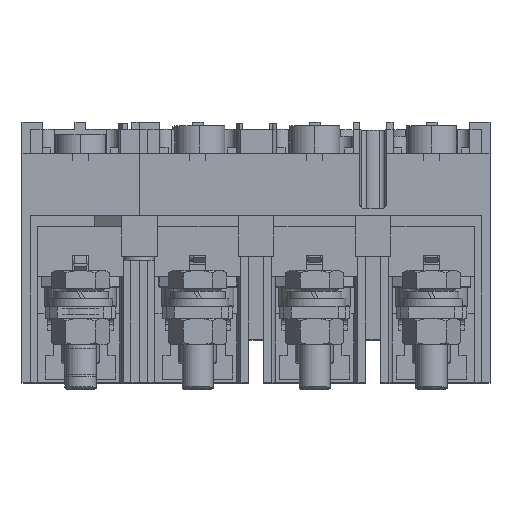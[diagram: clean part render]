
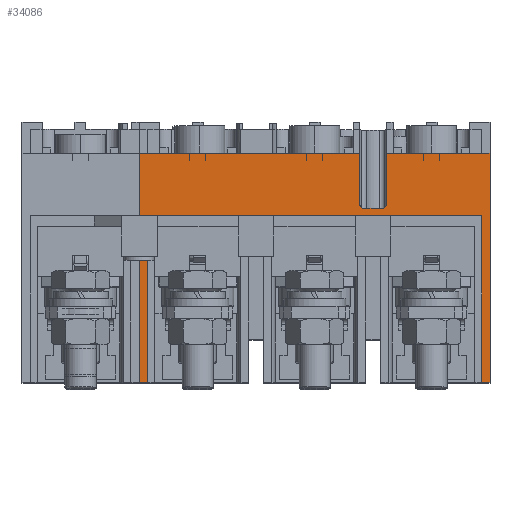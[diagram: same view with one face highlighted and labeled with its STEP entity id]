
A CAD part, top view. The second image highlights one B-rep face of the part: STEP entity #34086.
In plain terms, the highlighted planar face has unit normal (0, 0, 1).
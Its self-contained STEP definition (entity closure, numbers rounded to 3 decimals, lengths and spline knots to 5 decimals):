
#1300=DIRECTION('',(1.,0.,0.));
#1301=VECTOR('',#1300,0.0566);
#1302=CARTESIAN_POINT('',(0.,0.05881,-0.0147));
#1303=LINE('',#1302,#1301);
#4988=DIRECTION('',(0.,-1.,0.));
#4989=VECTOR('',#4988,0.0588);
#4990=CARTESIAN_POINT('',(0.09,0.05881,-0.0147));
#4991=LINE('',#4990,#4989);
#10144=DIRECTION('',(1.,0.,0.));
#10145=VECTOR('',#10144,0.0266);
#10146=CARTESIAN_POINT('',(0.0634,0.05881,-0.0147));
#10147=LINE('',#10146,#10145);
#10172=DIRECTION('',(0.,1.,0.));
#10173=VECTOR('',#10172,0.0131);
#10174=CARTESIAN_POINT('',(0.0634,0.04571,-0.0147));
#10175=LINE('',#10174,#10173);
#10180=DIRECTION('',(1.,0.,0.));
#10181=VECTOR('',#10180,0.0857);
#10182=CARTESIAN_POINT('',(0.00215,0.04281,-0.0147));
#10183=LINE('',#10182,#10181);
#10184=DIRECTION('',(0.,1.,0.));
#10185=VECTOR('',#10184,0.0428);
#10186=CARTESIAN_POINT('',(0.00215,0.00001,-0.0147));
#10187=LINE('',#10186,#10185);
#10188=DIRECTION('',(1.,0.,0.));
#10189=VECTOR('',#10188,0.00215);
#10190=CARTESIAN_POINT('',(0.,0.00001,-0.0147));
#10191=LINE('',#10190,#10189);
#10192=DIRECTION('',(0.,-1.,0.));
#10193=VECTOR('',#10192,0.0588);
#10194=CARTESIAN_POINT('',(0.,0.05881,-0.0147));
#10195=LINE('',#10194,#10193);
#10196=CARTESIAN_POINT('',(0.0576,0.04571,-0.0147));
#10197=DIRECTION('',(0.,0.,-1.));
#10198=DIRECTION('',(0.,-1.,0.));
#10199=AXIS2_PLACEMENT_3D('',#10196,#10197,#10198);
#10201=CARTESIAN_POINT('',(0.0624,0.04571,-0.0147));
#10202=DIRECTION('',(0.,0.,-1.));
#10203=DIRECTION('',(1.,0.,0.));
#10204=AXIS2_PLACEMENT_3D('',#10201,#10202,#10203);
#10214=DIRECTION('',(-1.,0.,0.));
#10215=VECTOR('',#10214,0.00215);
#10216=CARTESIAN_POINT('',(0.09,0.00001,-0.0147));
#10217=LINE('',#10216,#10215);
#11202=DIRECTION('',(0.,1.,0.));
#11203=VECTOR('',#11202,0.0428);
#11204=CARTESIAN_POINT('',(0.08785,0.00001,-0.0147));
#11205=LINE('',#11204,#11203);
#11625=DIRECTION('',(0.,-1.,0.));
#11626=VECTOR('',#11625,0.0131);
#11627=CARTESIAN_POINT('',(0.0566,0.05881,-0.0147));
#11628=LINE('',#11627,#11626);
#12162=DIRECTION('',(1.,0.,0.));
#12163=VECTOR('',#12162,0.0048);
#12164=CARTESIAN_POINT('',(0.0576,0.04471,-0.0147));
#12165=LINE('',#12164,#12163);
#15825=CARTESIAN_POINT('',(0.,0.00001,-0.0147));
#15827=VERTEX_POINT('',#15825);
#15828=CARTESIAN_POINT('',(0.00215,0.00001,-0.0147));
#15829=VERTEX_POINT('',#15828);
#15898=CARTESIAN_POINT('',(0.,0.05881,-0.0147));
#15899=VERTEX_POINT('',#15898);
#16903=CARTESIAN_POINT('',(0.00215,0.04281,-0.0147));
#16904=VERTEX_POINT('',#16903);
#16905=CARTESIAN_POINT('',(0.08785,0.04281,-0.0147));
#16906=VERTEX_POINT('',#16905);
#16935=CARTESIAN_POINT('',(0.0634,0.05881,-0.0147));
#16936=CARTESIAN_POINT('',(0.09,0.05881,-0.0147));
#16937=VERTEX_POINT('',#16935);
#16938=VERTEX_POINT('',#16936);
#16939=CARTESIAN_POINT('',(0.09,0.00001,-0.0147));
#16940=VERTEX_POINT('',#16939);
#16941=CARTESIAN_POINT('',(0.08785,0.00001,-0.0147));
#16942=VERTEX_POINT('',#16941);
#16943=CARTESIAN_POINT('',(0.0566,0.05881,-0.0147));
#16944=VERTEX_POINT('',#16943);
#16945=CARTESIAN_POINT('',(0.0566,0.04571,-0.0147));
#16946=VERTEX_POINT('',#16945);
#16947=CARTESIAN_POINT('',(0.0576,0.04471,-0.0147));
#16948=VERTEX_POINT('',#16947);
#16949=CARTESIAN_POINT('',(0.0624,0.04471,-0.0147));
#16950=VERTEX_POINT('',#16949);
#16951=CARTESIAN_POINT('',(0.0634,0.04571,-0.0147));
#16952=VERTEX_POINT('',#16951);
#34058=CARTESIAN_POINT('',(0.,0.00001,-0.0147));
#34059=DIRECTION('',(0.,0.,1.));
#34060=DIRECTION('',(1.,0.,0.));
#34061=AXIS2_PLACEMENT_3D('',#34058,#34059,#34060);
#34062=PLANE('',#34061);
#34063=ORIENTED_EDGE('',*,*,#34032,.T.);
#34064=ORIENTED_EDGE('',*,*,#33984,.T.);
#34065=ORIENTED_EDGE('',*,*,#26871,.T.);
#34067=ORIENTED_EDGE('',*,*,#34066,.T.);
#34069=ORIENTED_EDGE('',*,*,#34068,.T.);
#34070=ORIENTED_EDGE('',*,*,#23111,.F.);
#34072=ORIENTED_EDGE('',*,*,#34071,.F.);
#34073=ORIENTED_EDGE('',*,*,#23252,.F.);
#34074=ORIENTED_EDGE('',*,*,#23376,.F.);
#34075=ORIENTED_EDGE('',*,*,#21965,.T.);
#34077=ORIENTED_EDGE('',*,*,#34076,.T.);
#34079=ORIENTED_EDGE('',*,*,#34078,.F.);
#34081=ORIENTED_EDGE('',*,*,#34080,.T.);
#34083=ORIENTED_EDGE('',*,*,#34082,.F.);
#34084=EDGE_LOOP('',(#34063,#34064,#34065,#34067,#34069,#34070,#34072,#34073,
#34074,#34075,#34077,#34079,#34081,#34083));
#34085=FACE_OUTER_BOUND('',#34084,.F.);
#34086=ADVANCED_FACE('',(#34085),#34062,.T.);
#10200=CIRCLE('',#10199,0.001);
#10205=CIRCLE('',#10204,0.001);
#21965=EDGE_CURVE('',#15899,#16944,#1303,.T.);
#23111=EDGE_CURVE('',#16904,#16906,#10183,.T.);
#23252=EDGE_CURVE('',#15827,#15829,#10191,.T.);
#23376=EDGE_CURVE('',#15899,#15827,#10195,.T.);
#26871=EDGE_CURVE('',#16938,#16940,#4991,.T.);
#33984=EDGE_CURVE('',#16937,#16938,#10147,.T.);
#34032=EDGE_CURVE('',#16952,#16937,#10175,.T.);
#34066=EDGE_CURVE('',#16940,#16942,#10217,.T.);
#34068=EDGE_CURVE('',#16942,#16906,#11205,.T.);
#34071=EDGE_CURVE('',#15829,#16904,#10187,.T.);
#34076=EDGE_CURVE('',#16944,#16946,#11628,.T.);
#34078=EDGE_CURVE('',#16948,#16946,#10200,.T.);
#34080=EDGE_CURVE('',#16948,#16950,#12165,.T.);
#34082=EDGE_CURVE('',#16952,#16950,#10205,.T.);
